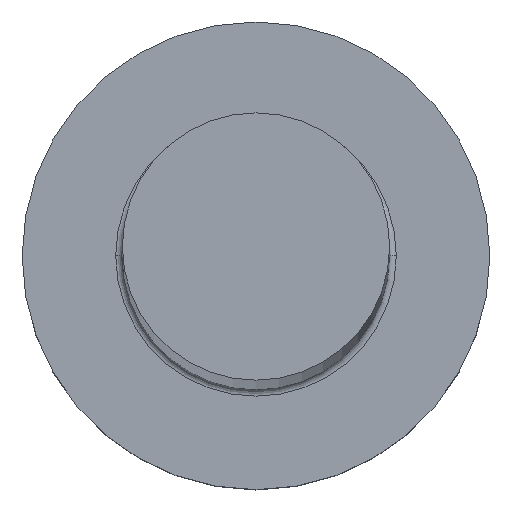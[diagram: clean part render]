
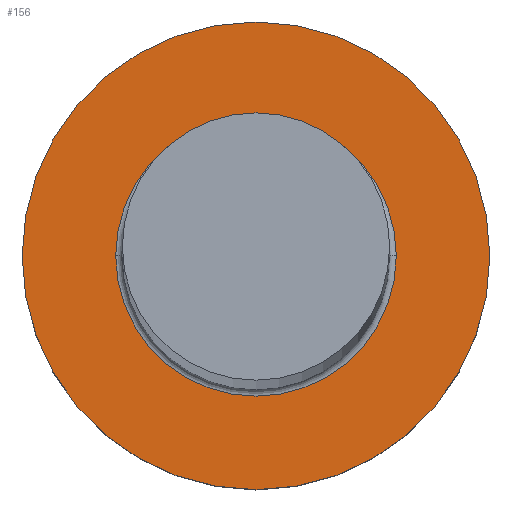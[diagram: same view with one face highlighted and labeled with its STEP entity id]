
A CAD part, top view. The second image highlights one B-rep face of the part: STEP entity #156.
In plain terms, the highlighted planar face has unit normal (0, 0, 1).
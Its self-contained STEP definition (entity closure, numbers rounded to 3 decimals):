
#6 = AXIS2_PLACEMENT_3D ( 'NONE', #161, #82, #181 ) ;
#15 = CARTESIAN_POINT ( 'NONE',  ( 0., 0., 5. ) ) ;
#21 = CIRCLE ( 'NONE', #188, 7. ) ;
#27 = DIRECTION ( 'NONE',  ( 1., 0., 0. ) ) ;
#42 = FACE_OUTER_BOUND ( 'NONE', #44, .T. ) ;
#44 = EDGE_LOOP ( 'NONE', ( #218, #99 ) ) ;
#62 = CARTESIAN_POINT ( 'NONE',  ( -4.2, 0., 5. ) ) ;
#66 = CARTESIAN_POINT ( 'NONE',  ( 0., 0., 5. ) ) ;
#82 = DIRECTION ( 'NONE',  ( 0., 0., -1. ) ) ;
#83 = DIRECTION ( 'NONE',  ( 1., 0., 0. ) ) ;
#85 = AXIS2_PLACEMENT_3D ( 'NONE', #203, #252, #178 ) ;
#96 = CIRCLE ( 'NONE', #276, 7. ) ;
#97 = EDGE_CURVE ( 'NONE', #214, #262, #169, .T. ) ;
#99 = ORIENTED_EDGE ( 'NONE', *, *, #299, .T. ) ;
#112 = DIRECTION ( 'NONE',  ( 1., 0., 0. ) ) ;
#130 = ORIENTED_EDGE ( 'NONE', *, *, #155, .T. ) ;
#136 = CARTESIAN_POINT ( 'NONE',  ( 7., 0., 5. ) ) ;
#137 = VERTEX_POINT ( 'NONE', #136 ) ;
#141 = PLANE ( 'NONE',  #85 ) ;
#142 = CARTESIAN_POINT ( 'NONE',  ( 0., 0., 5. ) ) ;
#144 = DIRECTION ( 'NONE',  ( 0., 0., 1. ) ) ;
#153 = ORIENTED_EDGE ( 'NONE', *, *, #97, .T. ) ;
#155 = EDGE_CURVE ( 'NONE', #262, #214, #243, .T. ) ;
#156 = ADVANCED_FACE ( 'NONE', ( #200, #42 ), #141, .T. ) ;
#161 = CARTESIAN_POINT ( 'NONE',  ( 0., 0., 5. ) ) ;
#169 = CIRCLE ( 'NONE', #269, 4.2 ) ;
#172 = EDGE_CURVE ( 'NONE', #242, #137, #21, .T. ) ;
#178 = DIRECTION ( 'NONE',  ( 1., 0., 0. ) ) ;
#181 = DIRECTION ( 'NONE',  ( 1., 0., 0. ) ) ;
#183 = EDGE_LOOP ( 'NONE', ( #130, #153 ) ) ;
#185 = CARTESIAN_POINT ( 'NONE',  ( -7., 0., 5. ) ) ;
#188 = AXIS2_PLACEMENT_3D ( 'NONE', #15, #198, #83 ) ;
#198 = DIRECTION ( 'NONE',  ( 0., 0., 1. ) ) ;
#200 = FACE_BOUND ( 'NONE', #183, .T. ) ;
#203 = CARTESIAN_POINT ( 'NONE',  ( 0., 0., 5. ) ) ;
#214 = VERTEX_POINT ( 'NONE', #62 ) ;
#218 = ORIENTED_EDGE ( 'NONE', *, *, #172, .T. ) ;
#242 = VERTEX_POINT ( 'NONE', #185 ) ;
#243 = CIRCLE ( 'NONE', #6, 4.2 ) ;
#252 = DIRECTION ( 'NONE',  ( 0., 0., 1. ) ) ;
#258 = CARTESIAN_POINT ( 'NONE',  ( 4.2, 0., 5. ) ) ;
#262 = VERTEX_POINT ( 'NONE', #258 ) ;
#269 = AXIS2_PLACEMENT_3D ( 'NONE', #66, #298, #112 ) ;
#276 = AXIS2_PLACEMENT_3D ( 'NONE', #142, #144, #27 ) ;
#298 = DIRECTION ( 'NONE',  ( 0., 0., -1. ) ) ;
#299 = EDGE_CURVE ( 'NONE', #137, #242, #96, .T. ) ;
